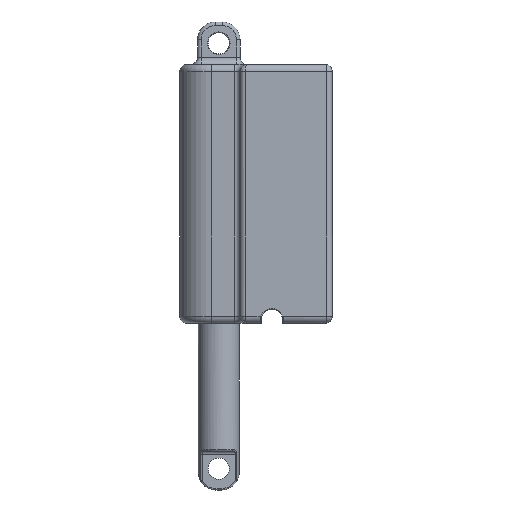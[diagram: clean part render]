
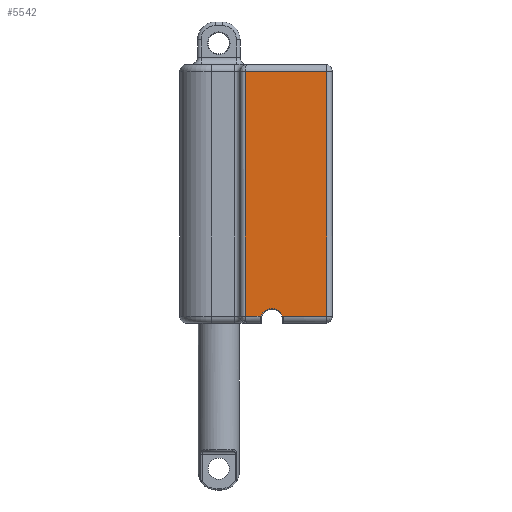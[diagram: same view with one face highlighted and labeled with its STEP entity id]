
A CAD part, front view. The second image highlights one B-rep face of the part: STEP entity #5542.
In plain terms, the highlighted planar face has unit normal (0, -1, 0).
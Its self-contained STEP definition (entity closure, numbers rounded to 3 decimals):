
#628 = CYLINDRICAL_SURFACE('',#629,1.);
#629 = AXIS2_PLACEMENT_3D('',#630,#631,#632);
#630 = CARTESIAN_POINT('',(0.099,-6.5,1.));
#631 = DIRECTION('',(-1.,0.,0.));
#632 = DIRECTION('',(0.,0.,-1.));
#1543 = CYLINDRICAL_SURFACE('',#1544,1.);
#1544 = AXIS2_PLACEMENT_3D('',#1545,#1546,#1547);
#1545 = CARTESIAN_POINT('',(0.099,-6.5,1.));
#1546 = DIRECTION('',(-1.,0.,0.));
#1547 = DIRECTION('',(0.,0.,-1.));
#4525 = VERTEX_POINT('',#4526);
#4526 = CARTESIAN_POINT('',(-0.75,-7.5,
    1.));
#4590 = CYLINDRICAL_SURFACE('',#4591,0.75);
#4591 = AXIS2_PLACEMENT_3D('',#4592,#4593,#4594);
#4592 = CARTESIAN_POINT('',(-0.75,-6.75,36.578));
#4593 = DIRECTION('',(0.,0.,-1.));
#4594 = DIRECTION('',(1.,0.,0.));
#4767 = VERTEX_POINT('',#4768);
#4768 = CARTESIAN_POINT('',(-10.02,-7.5,
    1.));
#4861 = EDGE_CURVE('',#4767,#4862,#4864,.T.);
#4862 = VERTEX_POINT('',#4863);
#4863 = CARTESIAN_POINT('',(-12.25,-7.5,
    1.));
#4864 = SURFACE_CURVE('',#4865,(#4869,#4876),.PCURVE_S1.);
#4865 = LINE('',#4866,#4867);
#4866 = CARTESIAN_POINT('',(-10.02,-7.5,
    1.));
#4867 = VECTOR('',#4868,1.);
#4868 = DIRECTION('',(-1.,0.,
    0.));
#4869 = PCURVE('',#1543,#4870);
#4870 = DEFINITIONAL_REPRESENTATION('',(#4871),#4875);
#4871 = LINE('',#4872,#4873);
#4872 = CARTESIAN_POINT('',(1.571,10.119));
#4873 = VECTOR('',#4874,1.);
#4874 = DIRECTION('',(0.,1.));
#4875 = ( GEOMETRIC_REPRESENTATION_CONTEXT(2) 
PARAMETRIC_REPRESENTATION_CONTEXT() REPRESENTATION_CONTEXT('2D SPACE',''
  ) );
#4876 = PCURVE('',#4877,#4882);
#4877 = PLANE('',#4878);
#4878 = AXIS2_PLACEMENT_3D('',#4879,#4880,#4881);
#4879 = CARTESIAN_POINT('',(-21.5,-7.5,0.));
#4880 = DIRECTION('',(0.,-1.,0.));
#4881 = DIRECTION('',(1.,0.,0.));
#4882 = DEFINITIONAL_REPRESENTATION('',(#4883),#4887);
#4883 = LINE('',#4884,#4885);
#4884 = CARTESIAN_POINT('',(11.48,1.));
#4885 = VECTOR('',#4886,1.);
#4886 = DIRECTION('',(-1.,0.));
#4887 = ( GEOMETRIC_REPRESENTATION_CONTEXT(2) 
PARAMETRIC_REPRESENTATION_CONTEXT() REPRESENTATION_CONTEXT('2D SPACE',''
  ) );
#5107 = EDGE_CURVE('',#4525,#5108,#5110,.T.);
#5108 = VERTEX_POINT('',#5109);
#5109 = CARTESIAN_POINT('',(-6.98,-7.5,
    1.));
#5110 = SURFACE_CURVE('',#5111,(#5115,#5122),.PCURVE_S1.);
#5111 = LINE('',#5112,#5113);
#5112 = CARTESIAN_POINT('',(-0.75,-7.5,
    1.));
#5113 = VECTOR('',#5114,1.);
#5114 = DIRECTION('',(-1.,0.,
    0.));
#5115 = PCURVE('',#628,#5116);
#5116 = DEFINITIONAL_REPRESENTATION('',(#5117),#5121);
#5117 = LINE('',#5118,#5119);
#5118 = CARTESIAN_POINT('',(1.571,0.849));
#5119 = VECTOR('',#5120,1.);
#5120 = DIRECTION('',(0.,1.));
#5121 = ( GEOMETRIC_REPRESENTATION_CONTEXT(2) 
PARAMETRIC_REPRESENTATION_CONTEXT() REPRESENTATION_CONTEXT('2D SPACE',''
  ) );
#5122 = PCURVE('',#4877,#5123);
#5123 = DEFINITIONAL_REPRESENTATION('',(#5124),#5128);
#5124 = LINE('',#5125,#5126);
#5125 = CARTESIAN_POINT('',(20.75,1.));
#5126 = VECTOR('',#5127,1.);
#5127 = DIRECTION('',(-1.,0.));
#5128 = ( GEOMETRIC_REPRESENTATION_CONTEXT(2) 
PARAMETRIC_REPRESENTATION_CONTEXT() REPRESENTATION_CONTEXT('2D SPACE',''
  ) );
#5433 = TOROIDAL_SURFACE('',#5434,1.6,0.1);
#5434 = AXIS2_PLACEMENT_3D('',#5435,#5436,#5437);
#5435 = CARTESIAN_POINT('',(-8.5,-7.4,0.5));
#5436 = DIRECTION('',(0.,1.,0.));
#5437 = DIRECTION('',(-0.964,0.,0.265));
#5517 = EDGE_CURVE('',#4767,#5108,#5518,.T.);
#5518 = SURFACE_CURVE('',#5519,(#5524,#5531),.PCURVE_S1.);
#5519 = CIRCLE('',#5520,1.6);
#5520 = AXIS2_PLACEMENT_3D('',#5521,#5522,#5523);
#5521 = CARTESIAN_POINT('',(-8.5,-7.5,0.5));
#5522 = DIRECTION('',(0.,1.,-0.));
#5523 = DIRECTION('',(-0.95,0.,0.313));
#5524 = PCURVE('',#5433,#5525);
#5525 = DEFINITIONAL_REPRESENTATION('',(#5526),#5530);
#5526 = LINE('',#5527,#5528);
#5527 = CARTESIAN_POINT('',(0.049,4.712));
#5528 = VECTOR('',#5529,1.);
#5529 = DIRECTION('',(1.,0.));
#5530 = ( GEOMETRIC_REPRESENTATION_CONTEXT(2) 
PARAMETRIC_REPRESENTATION_CONTEXT() REPRESENTATION_CONTEXT('2D SPACE',''
  ) );
#5531 = PCURVE('',#4877,#5532);
#5532 = DEFINITIONAL_REPRESENTATION('',(#5533),#5541);
#5533 = ( BOUNDED_CURVE() B_SPLINE_CURVE(2,(#5534,#5535,#5536,#5537,
#5538,#5539,#5540),.UNSPECIFIED.,.F.,.F.) B_SPLINE_CURVE_WITH_KNOTS((1,2
    ,2,2,2,1),(-2.094,0.,2.094,4.189,
6.283,8.378),.UNSPECIFIED.) CURVE() 
GEOMETRIC_REPRESENTATION_ITEM() RATIONAL_B_SPLINE_CURVE((1.,0.5,1.,0.5,
1.,0.5,1.)) REPRESENTATION_ITEM('') );
#5534 = CARTESIAN_POINT('',(11.48,1.));
#5535 = CARTESIAN_POINT('',(12.346,3.632));
#5536 = CARTESIAN_POINT('',(14.193,1.566));
#5537 = CARTESIAN_POINT('',(16.04,-0.5));
#5538 = CARTESIAN_POINT('',(13.327,-1.066));
#5539 = CARTESIAN_POINT('',(10.614,-1.632));
#5540 = CARTESIAN_POINT('',(11.48,1.));
#5541 = ( GEOMETRIC_REPRESENTATION_CONTEXT(2) 
PARAMETRIC_REPRESENTATION_CONTEXT() REPRESENTATION_CONTEXT('2D SPACE',''
  ) );
#5542 = ADVANCED_FACE('',(#5543),#4877,.T.);
#5543 = FACE_BOUND('',#5544,.T.);
#5544 = EDGE_LOOP('',(#5545,#5546,#5569,#5597,#5623,#5624));
#5545 = ORIENTED_EDGE('',*,*,#5107,.F.);
#5546 = ORIENTED_EDGE('',*,*,#5547,.F.);
#5547 = EDGE_CURVE('',#5548,#4525,#5550,.T.);
#5548 = VERTEX_POINT('',#5549);
#5549 = CARTESIAN_POINT('',(-0.75,-7.5,
    35.51));
#5550 = SURFACE_CURVE('',#5551,(#5555,#5562),.PCURVE_S1.);
#5551 = LINE('',#5552,#5553);
#5552 = CARTESIAN_POINT('',(-0.75,-7.5,
    35.51));
#5553 = VECTOR('',#5554,1.);
#5554 = DIRECTION('',(0.,0.,-1.
    ));
#5555 = PCURVE('',#4877,#5556);
#5556 = DEFINITIONAL_REPRESENTATION('',(#5557),#5561);
#5557 = LINE('',#5558,#5559);
#5558 = CARTESIAN_POINT('',(20.75,35.51));
#5559 = VECTOR('',#5560,1.);
#5560 = DIRECTION('',(0.,-1.));
#5561 = ( GEOMETRIC_REPRESENTATION_CONTEXT(2) 
PARAMETRIC_REPRESENTATION_CONTEXT() REPRESENTATION_CONTEXT('2D SPACE',''
  ) );
#5562 = PCURVE('',#4590,#5563);
#5563 = DEFINITIONAL_REPRESENTATION('',(#5564),#5568);
#5564 = LINE('',#5565,#5566);
#5565 = CARTESIAN_POINT('',(1.571,1.068));
#5566 = VECTOR('',#5567,1.);
#5567 = DIRECTION('',(0.,1.));
#5568 = ( GEOMETRIC_REPRESENTATION_CONTEXT(2) 
PARAMETRIC_REPRESENTATION_CONTEXT() REPRESENTATION_CONTEXT('2D SPACE',''
  ) );
#5569 = ORIENTED_EDGE('',*,*,#5570,.F.);
#5570 = EDGE_CURVE('',#5571,#5548,#5573,.T.);
#5571 = VERTEX_POINT('',#5572);
#5572 = CARTESIAN_POINT('',(-12.25,-7.5,
    35.51));
#5573 = SURFACE_CURVE('',#5574,(#5578,#5585),.PCURVE_S1.);
#5574 = LINE('',#5575,#5576);
#5575 = CARTESIAN_POINT('',(-12.25,-7.5,
    35.51));
#5576 = VECTOR('',#5577,1.);
#5577 = DIRECTION('',(1.,0.,
    0.));
#5578 = PCURVE('',#4877,#5579);
#5579 = DEFINITIONAL_REPRESENTATION('',(#5580),#5584);
#5580 = LINE('',#5581,#5582);
#5581 = CARTESIAN_POINT('',(9.25,35.51));
#5582 = VECTOR('',#5583,1.);
#5583 = DIRECTION('',(1.,0.));
#5584 = ( GEOMETRIC_REPRESENTATION_CONTEXT(2) 
PARAMETRIC_REPRESENTATION_CONTEXT() REPRESENTATION_CONTEXT('2D SPACE',''
  ) );
#5585 = PCURVE('',#5586,#5591);
#5586 = CYLINDRICAL_SURFACE('',#5587,0.99);
#5587 = AXIS2_PLACEMENT_3D('',#5588,#5589,#5590);
#5588 = CARTESIAN_POINT('',(-21.61,-6.51,35.51));
#5589 = DIRECTION('',(1.,0.,0.));
#5590 = DIRECTION('',(0.,0.,1.));
#5591 = DEFINITIONAL_REPRESENTATION('',(#5592),#5596);
#5592 = LINE('',#5593,#5594);
#5593 = CARTESIAN_POINT('',(1.571,9.36));
#5594 = VECTOR('',#5595,1.);
#5595 = DIRECTION('',(0.,1.));
#5596 = ( GEOMETRIC_REPRESENTATION_CONTEXT(2) 
PARAMETRIC_REPRESENTATION_CONTEXT() REPRESENTATION_CONTEXT('2D SPACE',''
  ) );
#5597 = ORIENTED_EDGE('',*,*,#5598,.T.);
#5598 = EDGE_CURVE('',#5571,#4862,#5599,.T.);
#5599 = SURFACE_CURVE('',#5600,(#5604,#5611),.PCURVE_S1.);
#5600 = LINE('',#5601,#5602);
#5601 = CARTESIAN_POINT('',(-12.25,-7.5,
    35.51));
#5602 = VECTOR('',#5603,1.);
#5603 = DIRECTION('',(0.,0.,
    -1.));
#5604 = PCURVE('',#4877,#5605);
#5605 = DEFINITIONAL_REPRESENTATION('',(#5606),#5610);
#5606 = LINE('',#5607,#5608);
#5607 = CARTESIAN_POINT('',(9.25,35.51));
#5608 = VECTOR('',#5609,1.);
#5609 = DIRECTION('',(0.,-1.));
#5610 = ( GEOMETRIC_REPRESENTATION_CONTEXT(2) 
PARAMETRIC_REPRESENTATION_CONTEXT() REPRESENTATION_CONTEXT('2D SPACE',''
  ) );
#5611 = PCURVE('',#5612,#5617);
#5612 = CYLINDRICAL_SURFACE('',#5613,0.75);
#5613 = AXIS2_PLACEMENT_3D('',#5614,#5615,#5616);
#5614 = CARTESIAN_POINT('',(-12.25,-6.75,36.567));
#5615 = DIRECTION('',(0.,0.,-1.));
#5616 = DIRECTION('',(0.,-1.,0.));
#5617 = DEFINITIONAL_REPRESENTATION('',(#5618),#5622);
#5618 = LINE('',#5619,#5620);
#5619 = CARTESIAN_POINT('',(0.,1.057));
#5620 = VECTOR('',#5621,1.);
#5621 = DIRECTION('',(0.,1.));
#5622 = ( GEOMETRIC_REPRESENTATION_CONTEXT(2) 
PARAMETRIC_REPRESENTATION_CONTEXT() REPRESENTATION_CONTEXT('2D SPACE',''
  ) );
#5623 = ORIENTED_EDGE('',*,*,#4861,.F.);
#5624 = ORIENTED_EDGE('',*,*,#5517,.T.);
